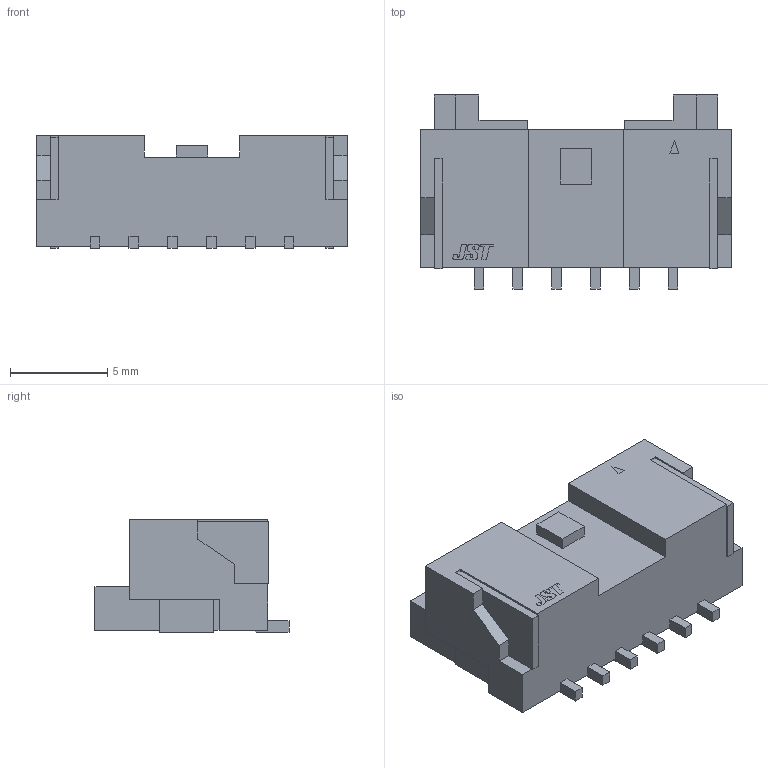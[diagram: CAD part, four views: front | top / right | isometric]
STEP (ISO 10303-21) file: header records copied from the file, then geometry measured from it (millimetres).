
FILE_DESCRIPTION (( 'STEP AP214' ), '1' );
FILE_NAME ('SM06B-PASS-TBT.STEP', '2022-05-17T08:58:11', ( '' ), ( '' ), 'SwSTEP 2.0', 'SolidWorks 2020', '' );
FILE_SCHEMA (( 'AUTOMOTIVE_DESIGN' ));
Length unit declared in the file: millimetre
Products named in the file (6): Pins; Body; JST Logo; Tabs; SM06B-PASS-TBT; New Marking
Assembly tree (5 placements, depth 2):
  SM06B-PASS-TBT
    Body
    Pins
    Tabs
    New Marking
    JST Logo
Bounding box: 16 x 10 x 5.8 mm (x, y, z)
Volume: 459.3 mm3; surface area: 927.2 mm2
Topology: 21 solids, 21 shells, 235 faces, 576 edges, 384 vertices
Faces by surface type: plane 204, bspline 31
Entity records: 7344 total; most frequent: CARTESIAN_POINT 1612, ORIENTED_EDGE 1152, DIRECTION 936, EDGE_CURVE 576, VECTOR 512, LINE 512, VERTEX_POINT 384, EDGE_LOOP 236
